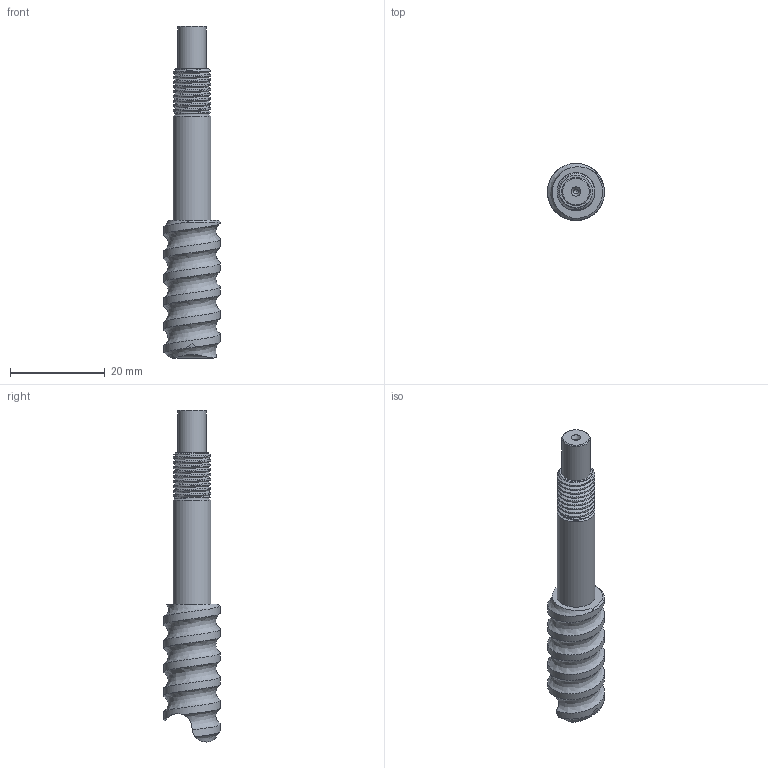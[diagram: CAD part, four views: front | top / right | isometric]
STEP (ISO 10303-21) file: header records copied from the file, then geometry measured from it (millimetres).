
FILE_DESCRIPTION(/* description */ ('Alibre Inc.'),/* implementation_level */ '2;1');
FILE_NAME(/* name */ 'export-197FAD20-D1EF-431E-BCD7-7F9D918D9DAE',/* time_stamp */ '2024-06-12T16:53:23+02:00',/* author */ (''),/* organization */ (''),/* preprocessor_version */ 'ST-DEVELOPER v17',/* originating_system */ 'Alibre',/* authorisation */ '');
FILE_SCHEMA (('AUTOMOTIVE_DESIGN'));
Length unit declared in the file: millimetre
Bounding box: 12 x 12 x 70 mm (x, y, z)
Volume: 4295.5 mm3; surface area: 2377.9 mm2
Topology: 1 solids, 1 shells, 26 faces, 64 edges, 42 vertices
Faces by surface type: cylinder 10, cone 7, bspline 5, plane 4
Full cylindrical faces by diameter (mm): 1 x1, 6 x1, 7.283 x1, 8 x1
Entity records: 6155 total; most frequent: CARTESIAN_POINT 5645, ORIENTED_EDGE 108, DIRECTION 70, EDGE_CURVE 54, VERTEX_POINT 41, FACE_BOUND 37, EDGE_LOOP 36, AXIS2_PLACEMENT_3D 34
